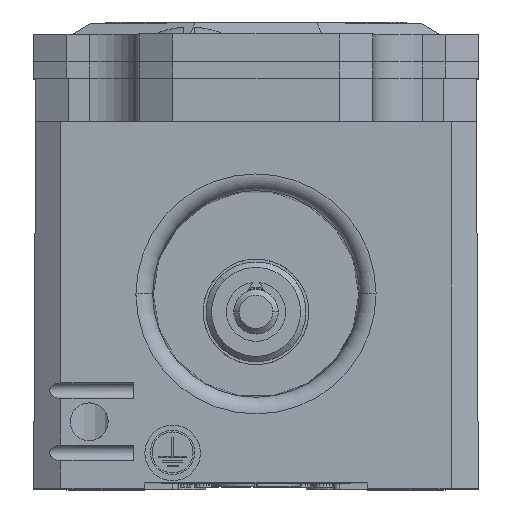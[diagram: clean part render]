
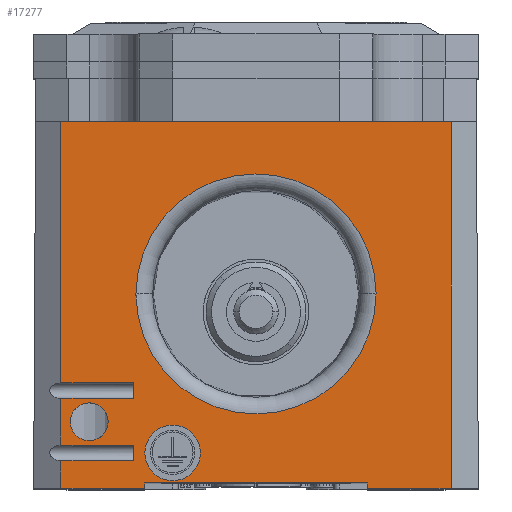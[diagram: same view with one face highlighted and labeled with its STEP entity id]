
A CAD part, top view. The second image highlights one B-rep face of the part: STEP entity #17277.
In plain terms, the highlighted face is planar.
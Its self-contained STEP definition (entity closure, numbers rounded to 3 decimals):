
#94=DIRECTION('',(-1.,0.,0.));
#95=VECTOR('',#94,20.);
#96=CARTESIAN_POINT('',(10.,0.5,-77.5));
#97=LINE('',#96,#95);
#1752=DIRECTION('',(0.,-1.,0.));
#1753=VECTOR('',#1752,2.5);
#1754=CARTESIAN_POINT('',(17.551,2.5,-77.5));
#1755=LINE('',#1754,#1753);
#1756=DIRECTION('',(0.,-1.,0.));
#1757=VECTOR('',#1756,23.5);
#1758=CARTESIAN_POINT('',(17.551,33.,-77.5));
#1759=LINE('',#1758,#1757);
#1760=DIRECTION('',(0.,-1.,0.));
#1761=VECTOR('',#1760,4.2);
#1762=CARTESIAN_POINT('',(17.551,8.1,-77.5));
#1763=LINE('',#1762,#1761);
#1764=DIRECTION('',(-1.,0.,0.));
#1765=VECTOR('',#1764,35.101);
#1766=CARTESIAN_POINT('',(17.551,33.,-77.5));
#1767=LINE('',#1766,#1765);
#1768=DIRECTION('',(0.,-1.,0.));
#1769=VECTOR('',#1768,33.);
#1770=CARTESIAN_POINT('',(-17.551,33.,-77.5));
#1771=LINE('',#1770,#1769);
#1772=DIRECTION('',(1.,0.,0.));
#1773=VECTOR('',#1772,7.551);
#1774=CARTESIAN_POINT('',(-17.551,0.,-77.5));
#1775=LINE('',#1774,#1773);
#1776=DIRECTION('',(0.,-1.,0.));
#1777=VECTOR('',#1776,0.5);
#1778=CARTESIAN_POINT('',(10.,0.5,-77.5));
#1779=LINE('',#1778,#1777);
#1780=DIRECTION('',(1.,0.,0.));
#1781=VECTOR('',#1780,7.551);
#1782=CARTESIAN_POINT('',(10.,0.,-77.5));
#1783=LINE('',#1782,#1781);
#1784=CARTESIAN_POINT('',(15.,6.,-77.5));
#1785=DIRECTION('',(0.,0.,-1.));
#1786=DIRECTION('',(-1.,0.,0.));
#1787=AXIS2_PLACEMENT_3D('',#1784,#1785,#1786);
#1789=CARTESIAN_POINT('',(15.,6.,-77.5));
#1790=DIRECTION('',(0.,0.,-1.));
#1791=DIRECTION('',(1.,0.,0.));
#1792=AXIS2_PLACEMENT_3D('',#1789,#1790,#1791);
#1794=CARTESIAN_POINT('',(0.,17.5,-77.5));
#1795=DIRECTION('',(0.,0.,-1.));
#1796=DIRECTION('',(-1.,0.,0.));
#1797=AXIS2_PLACEMENT_3D('',#1794,#1795,#1796);
#1799=CARTESIAN_POINT('',(0.,17.5,-77.5));
#1800=DIRECTION('',(0.,0.,-1.));
#1801=DIRECTION('',(-1.,0.016,0.));
#1802=AXIS2_PLACEMENT_3D('',#1799,#1800,#1801);
#1804=CARTESIAN_POINT('',(0.,17.5,-77.5));
#1805=DIRECTION('',(0.,0.,-1.));
#1806=DIRECTION('',(1.,0.,0.));
#1807=AXIS2_PLACEMENT_3D('',#1804,#1805,#1806);
#1809=CARTESIAN_POINT('',(0.,17.5,-77.5));
#1810=DIRECTION('',(0.,0.,-1.));
#1811=DIRECTION('',(1.,-0.016,0.));
#1812=AXIS2_PLACEMENT_3D('',#1809,#1810,#1811);
#1814=CARTESIAN_POINT('',(7.5,3.2,-77.5));
#1815=DIRECTION('',(0.,0.,-1.));
#1816=DIRECTION('',(-1.,0.,0.));
#1817=AXIS2_PLACEMENT_3D('',#1814,#1815,#1816);
#1819=CARTESIAN_POINT('',(7.5,3.2,-77.5));
#1820=DIRECTION('',(0.,0.,-1.));
#1821=DIRECTION('',(1.,0.,0.));
#1822=AXIS2_PLACEMENT_3D('',#1819,#1820,#1821);
#1824=DIRECTION('',(0.,-1.,0.));
#1825=VECTOR('',#1824,1.4);
#1826=CARTESIAN_POINT('',(11.,9.5,-77.5));
#1827=LINE('',#1826,#1825);
#1833=DIRECTION('',(-1.,0.,0.));
#1834=VECTOR('',#1833,6.551);
#1835=CARTESIAN_POINT('',(17.551,9.5,-77.5));
#1836=LINE('',#1835,#1834);
#1837=DIRECTION('',(1.,0.,0.));
#1838=VECTOR('',#1837,6.551);
#1839=CARTESIAN_POINT('',(11.,8.1,-77.5));
#1840=LINE('',#1839,#1838);
#1888=DIRECTION('',(0.,-1.,0.));
#1889=VECTOR('',#1888,0.5);
#1890=CARTESIAN_POINT('',(-10.,0.5,-77.5));
#1891=LINE('',#1890,#1889);
#2153=DIRECTION('',(-1.,0.,0.));
#2154=VECTOR('',#2153,6.551);
#2155=CARTESIAN_POINT('',(17.551,3.9,-77.5));
#2156=LINE('',#2155,#2154);
#2157=DIRECTION('',(1.,0.,0.));
#2158=VECTOR('',#2157,6.551);
#2159=CARTESIAN_POINT('',(11.,2.5,-77.5));
#2160=LINE('',#2159,#2158);
#2173=DIRECTION('',(0.,-1.,0.));
#2174=VECTOR('',#2173,1.4);
#2175=CARTESIAN_POINT('',(11.,3.9,-77.5));
#2176=LINE('',#2175,#2174);
#12917=CARTESIAN_POINT('',(10.,0.5,-77.5));
#12918=VERTEX_POINT('',#12917);
#12919=CARTESIAN_POINT('',(-10.,0.5,-77.5));
#12920=VERTEX_POINT('',#12919);
#13681=CARTESIAN_POINT('',(-10.,0.,-77.5));
#13682=VERTEX_POINT('',#13681);
#13683=CARTESIAN_POINT('',(-17.551,0.,-77.5));
#13684=VERTEX_POINT('',#13683);
#13696=CARTESIAN_POINT('',(10.,0.,-77.5));
#13698=VERTEX_POINT('',#13696);
#13705=CARTESIAN_POINT('',(17.551,0.,-77.5));
#13706=VERTEX_POINT('',#13705);
#13747=CARTESIAN_POINT('',(-17.551,33.,-77.5));
#13748=VERTEX_POINT('',#13747);
#13749=CARTESIAN_POINT('',(17.551,33.,-77.5));
#13750=VERTEX_POINT('',#13749);
#13853=CARTESIAN_POINT('',(13.3,6.,-77.5));
#13854=CARTESIAN_POINT('',(16.7,6.,-77.5));
#13855=VERTEX_POINT('',#13853);
#13856=VERTEX_POINT('',#13854);
#13857=CARTESIAN_POINT('',(11.,9.5,-77.5));
#13858=CARTESIAN_POINT('',(11.,8.1,-77.5));
#13859=VERTEX_POINT('',#13857);
#13860=VERTEX_POINT('',#13858);
#13861=CARTESIAN_POINT('',(17.551,9.5,-77.5));
#13862=VERTEX_POINT('',#13861);
#13863=CARTESIAN_POINT('',(17.551,2.5,-77.5));
#13864=VERTEX_POINT('',#13863);
#13865=CARTESIAN_POINT('',(11.,2.5,-77.5));
#13866=VERTEX_POINT('',#13865);
#13867=CARTESIAN_POINT('',(11.,3.9,-77.5));
#13868=VERTEX_POINT('',#13867);
#13869=CARTESIAN_POINT('',(17.551,3.9,-77.5));
#13870=VERTEX_POINT('',#13869);
#13871=CARTESIAN_POINT('',(17.551,8.1,-77.5));
#13872=VERTEX_POINT('',#13871);
#13873=CARTESIAN_POINT('',(-10.793,17.678,-77.5));
#13874=CARTESIAN_POINT('',(10.794,17.5,-77.5));
#13875=VERTEX_POINT('',#13873);
#13876=VERTEX_POINT('',#13874);
#13877=CARTESIAN_POINT('',(-10.794,17.5,-77.5));
#13878=VERTEX_POINT('',#13877);
#13879=CARTESIAN_POINT('',(10.793,17.322,-77.5));
#13880=VERTEX_POINT('',#13879);
#13881=CARTESIAN_POINT('',(5.,3.2,-77.5));
#13882=CARTESIAN_POINT('',(10.,3.2,-77.5));
#13883=VERTEX_POINT('',#13881);
#13884=VERTEX_POINT('',#13882);
#17221=CARTESIAN_POINT('',(0.,0.,-77.5));
#17222=DIRECTION('',(0.,0.,1.));
#17223=DIRECTION('',(1.,0.,0.));
#17224=AXIS2_PLACEMENT_3D('',#17221,#17222,#17223);
#17225=PLANE('',#17224);
#17227=ORIENTED_EDGE('',*,*,#17226,.F.);
#17229=ORIENTED_EDGE('',*,*,#17228,.F.);
#17230=ORIENTED_EDGE('',*,*,#17210,.F.);
#17231=ORIENTED_EDGE('',*,*,#16986,.T.);
#17233=ORIENTED_EDGE('',*,*,#17232,.T.);
#17235=ORIENTED_EDGE('',*,*,#17234,.T.);
#17237=ORIENTED_EDGE('',*,*,#17236,.F.);
#17238=ORIENTED_EDGE('',*,*,#15957,.F.);
#17240=ORIENTED_EDGE('',*,*,#17239,.T.);
#17242=ORIENTED_EDGE('',*,*,#17241,.T.);
#17243=ORIENTED_EDGE('',*,*,#17204,.F.);
#17245=ORIENTED_EDGE('',*,*,#17244,.F.);
#17247=ORIENTED_EDGE('',*,*,#17246,.F.);
#17249=ORIENTED_EDGE('',*,*,#17248,.F.);
#17250=ORIENTED_EDGE('',*,*,#17214,.F.);
#17252=ORIENTED_EDGE('',*,*,#17251,.F.);
#17253=EDGE_LOOP('',(#17227,#17229,#17230,#17231,#17233,#17235,#17237,#17238,
#17240,#17242,#17243,#17245,#17247,#17249,#17250,#17252));
#17254=FACE_OUTER_BOUND('',#17253,.F.);
#17256=ORIENTED_EDGE('',*,*,#17255,.T.);
#17258=ORIENTED_EDGE('',*,*,#17257,.T.);
#17259=EDGE_LOOP('',(#17256,#17258));
#17260=FACE_BOUND('',#17259,.F.);
#17262=ORIENTED_EDGE('',*,*,#17261,.T.);
#17264=ORIENTED_EDGE('',*,*,#17263,.T.);
#17266=ORIENTED_EDGE('',*,*,#17265,.T.);
#17268=ORIENTED_EDGE('',*,*,#17267,.T.);
#17269=EDGE_LOOP('',(#17262,#17264,#17266,#17268));
#17270=FACE_BOUND('',#17269,.F.);
#17272=ORIENTED_EDGE('',*,*,#17271,.T.);
#17274=ORIENTED_EDGE('',*,*,#17273,.T.);
#17275=EDGE_LOOP('',(#17272,#17274));
#17276=FACE_BOUND('',#17275,.F.);
#17277=ADVANCED_FACE('',(#17254,#17260,#17270,#17276),#17225,.F.);
#1788=CIRCLE('',#1787,1.7);
#1793=CIRCLE('',#1792,1.7);
#1798=CIRCLE('',#1797,10.794);
#1803=CIRCLE('',#1802,10.794);
#1808=CIRCLE('',#1807,10.794);
#1813=CIRCLE('',#1812,10.794);
#1818=CIRCLE('',#1817,2.5);
#1823=CIRCLE('',#1822,2.5);
#15957=EDGE_CURVE('',#12918,#12920,#97,.T.);
#16986=EDGE_CURVE('',#13750,#13748,#1767,.T.);
#17204=EDGE_CURVE('',#13864,#13706,#1755,.T.);
#17210=EDGE_CURVE('',#13750,#13862,#1759,.T.);
#17214=EDGE_CURVE('',#13872,#13870,#1763,.T.);
#17226=EDGE_CURVE('',#13859,#13860,#1827,.T.);
#17228=EDGE_CURVE('',#13862,#13859,#1836,.T.);
#17232=EDGE_CURVE('',#13748,#13684,#1771,.T.);
#17234=EDGE_CURVE('',#13684,#13682,#1775,.T.);
#17236=EDGE_CURVE('',#12920,#13682,#1891,.T.);
#17239=EDGE_CURVE('',#12918,#13698,#1779,.T.);
#17241=EDGE_CURVE('',#13698,#13706,#1783,.T.);
#17244=EDGE_CURVE('',#13866,#13864,#2160,.T.);
#17246=EDGE_CURVE('',#13868,#13866,#2176,.T.);
#17248=EDGE_CURVE('',#13870,#13868,#2156,.T.);
#17251=EDGE_CURVE('',#13860,#13872,#1840,.T.);
#17255=EDGE_CURVE('',#13855,#13856,#1788,.T.);
#17257=EDGE_CURVE('',#13856,#13855,#1793,.T.);
#17261=EDGE_CURVE('',#13878,#13875,#1798,.T.);
#17263=EDGE_CURVE('',#13875,#13876,#1803,.T.);
#17265=EDGE_CURVE('',#13876,#13880,#1808,.T.);
#17267=EDGE_CURVE('',#13880,#13878,#1813,.T.);
#17271=EDGE_CURVE('',#13883,#13884,#1818,.T.);
#17273=EDGE_CURVE('',#13884,#13883,#1823,.T.);
